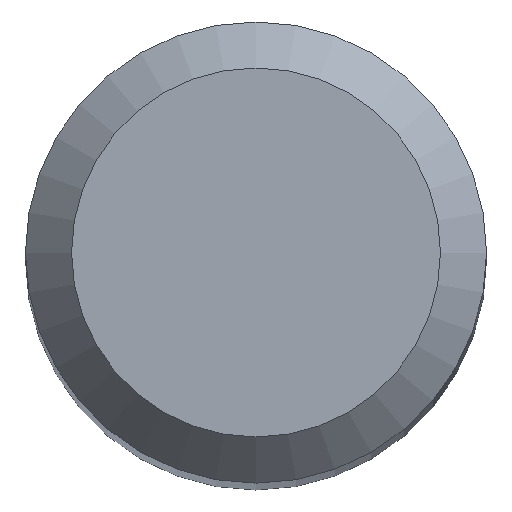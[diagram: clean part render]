
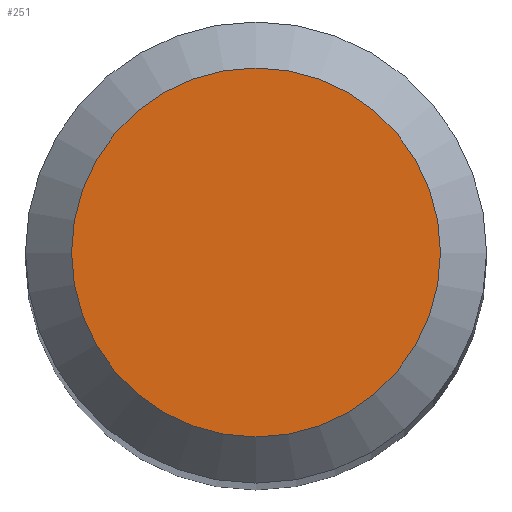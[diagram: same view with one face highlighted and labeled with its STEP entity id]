
A CAD part, top view. The second image highlights one B-rep face of the part: STEP entity #251.
In plain terms, the highlighted planar face has unit normal (0, 0, 1).
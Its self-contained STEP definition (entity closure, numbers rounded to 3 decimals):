
#32 = EDGE_CURVE ( 'NONE', #42, #42, #187, .T. ) ;
#42 = VERTEX_POINT ( 'NONE', #66 ) ;
#63 = CARTESIAN_POINT ( 'NONE',  ( 0., 0., 38. ) ) ;
#66 = CARTESIAN_POINT ( 'NONE',  ( 0., 1.2, 38. ) ) ;
#125 = ORIENTED_EDGE ( 'NONE', *, *, #32, .F. ) ;
#129 = DIRECTION ( 'NONE',  ( 0., 1., 0. ) ) ;
#133 = FACE_OUTER_BOUND ( 'NONE', #266, .T. ) ;
#142 = AXIS2_PLACEMENT_3D ( 'NONE', #274, #259, #236 ) ;
#148 = PLANE ( 'NONE',  #142 ) ;
#163 = DIRECTION ( 'NONE',  ( 0., 0., -1. ) ) ;
#187 = CIRCLE ( 'NONE', #282, 1.2 ) ;
#236 = DIRECTION ( 'NONE',  ( 0., 1., 0. ) ) ;
#251 = ADVANCED_FACE ( 'NONE', ( #133 ), #148, .F. ) ;
#259 = DIRECTION ( 'NONE',  ( 0., 0., -1. ) ) ;
#266 = EDGE_LOOP ( 'NONE', ( #125 ) ) ;
#274 = CARTESIAN_POINT ( 'NONE',  ( 0., 0., 38. ) ) ;
#282 = AXIS2_PLACEMENT_3D ( 'NONE', #63, #163, #129 ) ;
